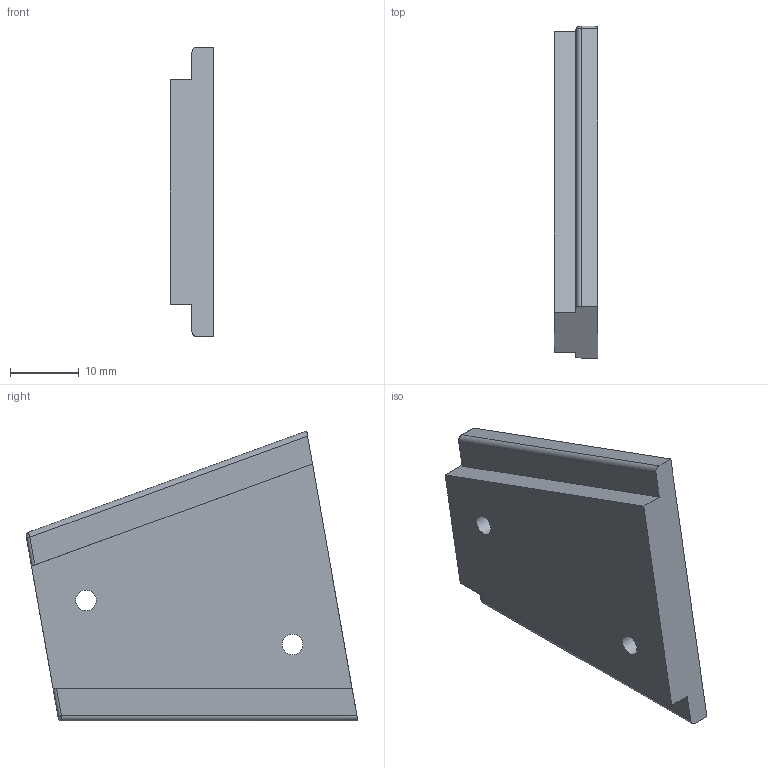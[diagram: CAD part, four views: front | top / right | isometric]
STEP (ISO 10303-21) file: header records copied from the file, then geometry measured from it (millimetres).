
FILE_DESCRIPTION(/* description */ (''),/* implementation_level */ '2;1');
FILE_NAME(/* name */ 'v-hook.step',/* time_stamp */ '2020-09-19T11:59:16+02:00',/* author */ (''),/* organization */ (''),/* preprocessor_version */ 'ST-DEVELOPER v18.1',/* originating_system */ 'Autodesk Translation Framework v9.3.0.1241',/* authorisation */ '');
FILE_SCHEMA (('AUTOMOTIVE_DESIGN { 1 0 10303 214 3 1 1 }'));
Length unit declared in the file: millimetre
Products named in the file (1): v-hook
Bounding box: 6.4 x 48.32 x 42.25 mm (x, y, z)
Volume: 8176.1 mm3; surface area: 4076.1 mm2
Topology: 1 solids, 1 shells, 25 faces, 59 edges, 38 vertices
Faces by surface type: plane 12, cylinder 11, bspline 2
Full cylindrical faces by diameter (mm): 3 x2, 5.2 x2
Entity records: 815 total; most frequent: CARTESIAN_POINT 171, DIRECTION 131, ORIENTED_EDGE 118, EDGE_CURVE 59, AXIS2_PLACEMENT_3D 48, VERTEX_POINT 38, LINE 35, VECTOR 35
